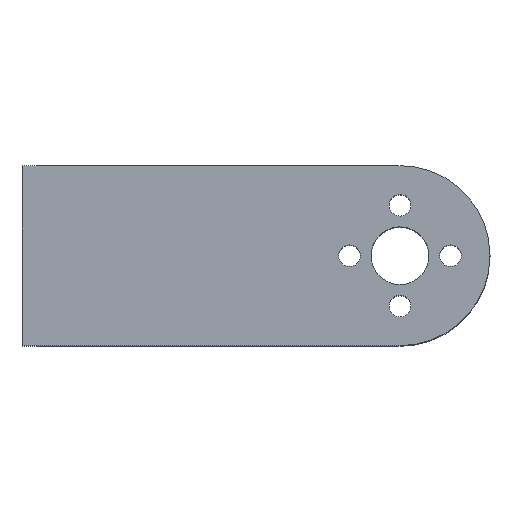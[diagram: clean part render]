
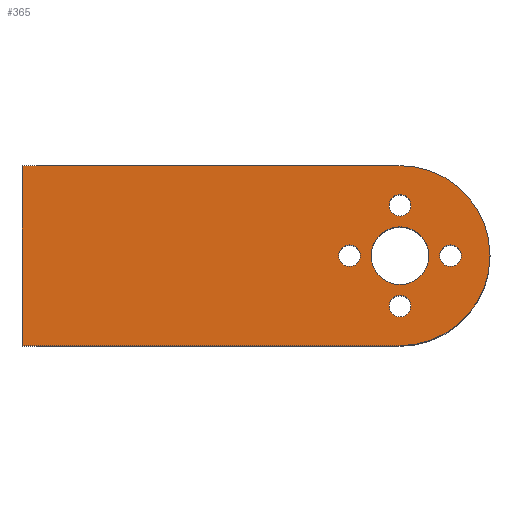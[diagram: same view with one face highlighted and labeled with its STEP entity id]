
A CAD part, top view. The second image highlights one B-rep face of the part: STEP entity #365.
In plain terms, the highlighted face is planar.
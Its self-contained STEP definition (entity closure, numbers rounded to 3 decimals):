
#2 = CARTESIAN_POINT ( 'NONE',  ( 50.5, 0., 0. ) ) ;
#7 = CIRCLE ( 'NONE', #454, 4. ) ;
#13 = EDGE_CURVE ( 'NONE', #581, #61, #88, .T. ) ;
#18 = CARTESIAN_POINT ( 'NONE',  ( 50.5, -25., 0. ) ) ;
#19 = CARTESIAN_POINT ( 'NONE',  ( 57.5, -12.5, 0. ) ) ;
#31 = DIRECTION ( 'NONE',  ( 1., 0., 0. ) ) ;
#40 = AXIS2_PLACEMENT_3D ( 'NONE', #352, #448, #669 ) ;
#46 = ORIENTED_EDGE ( 'NONE', *, *, #117, .T. ) ;
#49 = ORIENTED_EDGE ( 'NONE', *, *, #169, .T. ) ;
#54 = VERTEX_POINT ( 'NONE', #479 ) ;
#61 = VERTEX_POINT ( 'NONE', #2 ) ;
#65 = CARTESIAN_POINT ( 'NONE',  ( 43.5, -12.5, 0. ) ) ;
#74 = CARTESIAN_POINT ( 'NONE',  ( 50.5, -12.5, 0. ) ) ;
#75 = VERTEX_POINT ( 'NONE', #215 ) ;
#76 = LINE ( 'NONE', #386, #432 ) ;
#77 = EDGE_LOOP ( 'NONE', ( #49, #481 ) ) ;
#79 = AXIS2_PLACEMENT_3D ( 'NONE', #248, #615, #138 ) ;
#81 = CARTESIAN_POINT ( 'NONE',  ( 45., -12.5, 0. ) ) ;
#84 = DIRECTION ( 'NONE',  ( 1., 0., 0. ) ) ;
#88 = LINE ( 'NONE', #511, #597 ) ;
#100 = AXIS2_PLACEMENT_3D ( 'NONE', #474, #434, #480 ) ;
#103 = ORIENTED_EDGE ( 'NONE', *, *, #304, .T. ) ;
#109 = ORIENTED_EDGE ( 'NONE', *, *, #267, .T. ) ;
#117 = EDGE_CURVE ( 'NONE', #75, #556, #671, .T. ) ;
#120 = DIRECTION ( 'NONE',  ( 0., 0., 1. ) ) ;
#121 = DIRECTION ( 'NONE',  ( 0., 0., 1. ) ) ;
#128 = AXIS2_PLACEMENT_3D ( 'NONE', #74, #490, #31 ) ;
#133 = CIRCLE ( 'NONE', #100, 1.5 ) ;
#135 = CARTESIAN_POINT ( 'NONE',  ( 49., -5.5, 0. ) ) ;
#137 = ORIENTED_EDGE ( 'NONE', *, *, #354, .F. ) ;
#138 = DIRECTION ( 'NONE',  ( 1., 0., 0. ) ) ;
#140 = EDGE_CURVE ( 'NONE', #681, #647, #157, .T. ) ;
#146 = CIRCLE ( 'NONE', #540, 1.5 ) ;
#152 = DIRECTION ( 'NONE',  ( 1., 0., 0. ) ) ;
#157 = CIRCLE ( 'NONE', #564, 1.5 ) ;
#159 = AXIS2_PLACEMENT_3D ( 'NONE', #383, #646, #428 ) ;
#164 = DIRECTION ( 'NONE',  ( 1., 0., 0. ) ) ;
#169 = EDGE_CURVE ( 'NONE', #54, #310, #527, .T. ) ;
#170 = CARTESIAN_POINT ( 'NONE',  ( 52., -19.5, 0. ) ) ;
#171 = EDGE_CURVE ( 'NONE', #556, #75, #7, .T. ) ;
#180 = CARTESIAN_POINT ( 'NONE',  ( -2., 0., 0. ) ) ;
#186 = AXIS2_PLACEMENT_3D ( 'NONE', #437, #120, #299 ) ;
#192 = CARTESIAN_POINT ( 'NONE',  ( 57.5, -12.5, 0. ) ) ;
#199 = CIRCLE ( 'NONE', #262, 1.5 ) ;
#215 = CARTESIAN_POINT ( 'NONE',  ( 54.5, -12.5, 0. ) ) ;
#222 = CIRCLE ( 'NONE', #159, 1.5 ) ;
#246 = EDGE_CURVE ( 'NONE', #310, #54, #222, .T. ) ;
#248 = CARTESIAN_POINT ( 'NONE',  ( 50.5, -12.5, 0. ) ) ;
#262 = AXIS2_PLACEMENT_3D ( 'NONE', #19, #121, #550 ) ;
#265 = CARTESIAN_POINT ( 'NONE',  ( 50.5, -19.5, 0. ) ) ;
#266 = EDGE_LOOP ( 'NONE', ( #103, #494 ) ) ;
#267 = EDGE_CURVE ( 'NONE', #390, #344, #650, .T. ) ;
#280 = CIRCLE ( 'NONE', #40, 1.5 ) ;
#286 = FACE_BOUND ( 'NONE', #382, .T. ) ;
#298 = CARTESIAN_POINT ( 'NONE',  ( 46.5, -12.5, 0. ) ) ;
#299 = DIRECTION ( 'NONE',  ( 1., 0., 0. ) ) ;
#304 = EDGE_CURVE ( 'NONE', #637, #614, #133, .T. ) ;
#310 = VERTEX_POINT ( 'NONE', #170 ) ;
#312 = ORIENTED_EDGE ( 'NONE', *, *, #13, .T. ) ;
#319 = EDGE_LOOP ( 'NONE', ( #629, #109 ) ) ;
#320 = EDGE_CURVE ( 'NONE', #614, #637, #146, .T. ) ;
#325 = ORIENTED_EDGE ( 'NONE', *, *, #346, .F. ) ;
#328 = EDGE_LOOP ( 'NONE', ( #369, #375 ) ) ;
#344 = VERTEX_POINT ( 'NONE', #666 ) ;
#346 = EDGE_CURVE ( 'NONE', #581, #663, #607, .T. ) ;
#349 = CARTESIAN_POINT ( 'NONE',  ( -2., 0., 0. ) ) ;
#352 = CARTESIAN_POINT ( 'NONE',  ( 43.5, -12.5, 0. ) ) ;
#354 = EDGE_CURVE ( 'NONE', #663, #445, #76, .T. ) ;
#363 = DIRECTION ( 'NONE',  ( 1., 0., 0. ) ) ;
#365 = ADVANCED_FACE ( 'NONE', ( #558, #440, #286, #444, #389, #397 ), #601, .F. ) ;
#369 = ORIENTED_EDGE ( 'NONE', *, *, #140, .T. ) ;
#374 = CARTESIAN_POINT ( 'NONE',  ( 50.5, -5.5, 0. ) ) ;
#375 = ORIENTED_EDGE ( 'NONE', *, *, #552, .T. ) ;
#379 = CIRCLE ( 'NONE', #79, 12.5 ) ;
#382 = EDGE_LOOP ( 'NONE', ( #549, #46 ) ) ;
#383 = CARTESIAN_POINT ( 'NONE',  ( 50.5, -19.5, 0. ) ) ;
#386 = CARTESIAN_POINT ( 'NONE',  ( 0., -25., 0. ) ) ;
#389 = FACE_BOUND ( 'NONE', #328, .T. ) ;
#390 = VERTEX_POINT ( 'NONE', #81 ) ;
#397 = FACE_BOUND ( 'NONE', #319, .T. ) ;
#408 = DIRECTION ( 'NONE',  ( 0., 0., 1. ) ) ;
#428 = DIRECTION ( 'NONE',  ( 1., 0., 0. ) ) ;
#432 = VECTOR ( 'NONE', #84, 1000. ) ;
#434 = DIRECTION ( 'NONE',  ( 0., 0., 1. ) ) ;
#435 = EDGE_CURVE ( 'NONE', #61, #445, #379, .T. ) ;
#437 = CARTESIAN_POINT ( 'NONE',  ( 0., 0., 0. ) ) ;
#440 = FACE_BOUND ( 'NONE', #266, .T. ) ;
#443 = EDGE_CURVE ( 'NONE', #344, #390, #280, .T. ) ;
#444 = FACE_BOUND ( 'NONE', #77, .T. ) ;
#445 = VERTEX_POINT ( 'NONE', #18 ) ;
#448 = DIRECTION ( 'NONE',  ( 0., 0., 1. ) ) ;
#453 = DIRECTION ( 'NONE',  ( 0., -1., 0. ) ) ;
#454 = AXIS2_PLACEMENT_3D ( 'NONE', #471, #621, #363 ) ;
#462 = DIRECTION ( 'NONE',  ( 1., 0., 0. ) ) ;
#471 = CARTESIAN_POINT ( 'NONE',  ( 50.5, -12.5, 0. ) ) ;
#474 = CARTESIAN_POINT ( 'NONE',  ( 50.5, -5.5, 0. ) ) ;
#479 = CARTESIAN_POINT ( 'NONE',  ( 49., -19.5, 0. ) ) ;
#480 = DIRECTION ( 'NONE',  ( 1., 0., 0. ) ) ;
#481 = ORIENTED_EDGE ( 'NONE', *, *, #246, .T. ) ;
#482 = AXIS2_PLACEMENT_3D ( 'NONE', #65, #586, #164 ) ;
#489 = CARTESIAN_POINT ( 'NONE',  ( 52., -5.5, 0. ) ) ;
#490 = DIRECTION ( 'NONE',  ( 0., 0., 1. ) ) ;
#494 = ORIENTED_EDGE ( 'NONE', *, *, #320, .T. ) ;
#511 = CARTESIAN_POINT ( 'NONE',  ( 0., 0., 0. ) ) ;
#527 = CIRCLE ( 'NONE', #599, 1.5 ) ;
#540 = AXIS2_PLACEMENT_3D ( 'NONE', #374, #590, #651 ) ;
#549 = ORIENTED_EDGE ( 'NONE', *, *, #171, .T. ) ;
#550 = DIRECTION ( 'NONE',  ( 1., 0., 0. ) ) ;
#552 = EDGE_CURVE ( 'NONE', #647, #681, #199, .T. ) ;
#556 = VERTEX_POINT ( 'NONE', #298 ) ;
#558 = FACE_OUTER_BOUND ( 'NONE', #668, .T. ) ;
#564 = AXIS2_PLACEMENT_3D ( 'NONE', #192, #635, #462 ) ;
#581 = VERTEX_POINT ( 'NONE', #349 ) ;
#586 = DIRECTION ( 'NONE',  ( 0., 0., 1. ) ) ;
#590 = DIRECTION ( 'NONE',  ( 0., 0., 1. ) ) ;
#597 = VECTOR ( 'NONE', #152, 1000. ) ;
#599 = AXIS2_PLACEMENT_3D ( 'NONE', #265, #408, #628 ) ;
#601 = PLANE ( 'NONE',  #186 ) ;
#607 = LINE ( 'NONE', #180, #652 ) ;
#614 = VERTEX_POINT ( 'NONE', #489 ) ;
#615 = DIRECTION ( 'NONE',  ( 0., 0., -1. ) ) ;
#619 = ORIENTED_EDGE ( 'NONE', *, *, #435, .T. ) ;
#620 = CARTESIAN_POINT ( 'NONE',  ( -2., -25., 0. ) ) ;
#621 = DIRECTION ( 'NONE',  ( 0., 0., 1. ) ) ;
#628 = DIRECTION ( 'NONE',  ( 1., 0., 0. ) ) ;
#629 = ORIENTED_EDGE ( 'NONE', *, *, #443, .T. ) ;
#634 = CARTESIAN_POINT ( 'NONE',  ( 59., -12.5, 0. ) ) ;
#635 = DIRECTION ( 'NONE',  ( 0., 0., 1. ) ) ;
#637 = VERTEX_POINT ( 'NONE', #135 ) ;
#646 = DIRECTION ( 'NONE',  ( 0., 0., 1. ) ) ;
#647 = VERTEX_POINT ( 'NONE', #634 ) ;
#650 = CIRCLE ( 'NONE', #482, 1.5 ) ;
#651 = DIRECTION ( 'NONE',  ( 1., 0., 0. ) ) ;
#652 = VECTOR ( 'NONE', #453, 1000. ) ;
#663 = VERTEX_POINT ( 'NONE', #620 ) ;
#666 = CARTESIAN_POINT ( 'NONE',  ( 42., -12.5, 0. ) ) ;
#668 = EDGE_LOOP ( 'NONE', ( #137, #325, #312, #619 ) ) ;
#669 = DIRECTION ( 'NONE',  ( 1., 0., 0. ) ) ;
#671 = CIRCLE ( 'NONE', #128, 4. ) ;
#681 = VERTEX_POINT ( 'NONE', #683 ) ;
#683 = CARTESIAN_POINT ( 'NONE',  ( 56., -12.5, 0. ) ) ;
